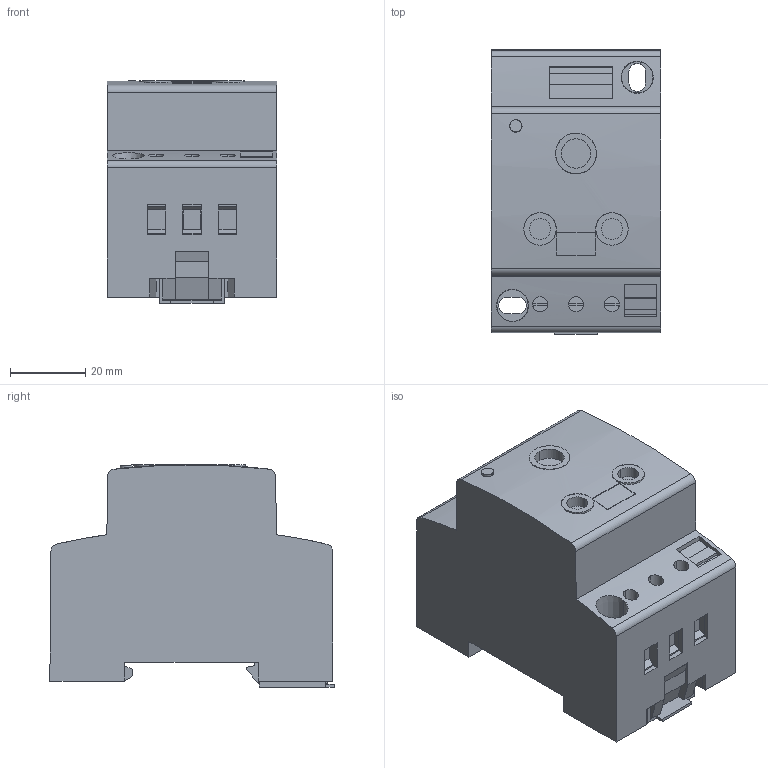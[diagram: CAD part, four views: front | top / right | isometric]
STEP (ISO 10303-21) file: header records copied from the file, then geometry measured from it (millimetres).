
FILE_DESCRIPTION(('Creo Elements/Direct Modeling STEP Export'),'2;1');
FILE_NAME('model.stp','2020-09-04T 0:30:31',(''),(''),'Creo Elements/Direct Modeling STEP processor for AP214 (Solid Model)','Creo Elements/Direct Modeling 20.1A 29-Sep-2018 (C) Parametric Technology GmbH','');
FILE_SCHEMA(('AUTOMOTIVE_DESIGN { 1 0 10303 214 1 1 1 1 }'));
Length unit declared in the file: millimetre
Products named in the file (2): 0804004_EO_D_UT_LED_GN-select
Assembly tree (1 placements, depth 2):
  0804004_EO_D_UT_LED_GN-select
    0804004_EO_D_UT_LED_GN-select
Bounding box: 45 x 75.48 x 59.15 mm (x, y, z)
Volume: 154368.3 mm3; surface area: 22247.1 mm2
Topology: 2 solids, 3 shells, 192 faces, 512 edges, 340 vertices
Faces by surface type: plane 153, cylinder 33, cone 4, extrusion 2
Entity records: 9603 total; most frequent: CARTESIAN_POINT 4507, ORIENTED_EDGE 1030, DIRECTION 858, EDGE_CURVE 512, VECTOR 400, LINE 398, VERTEX_POINT 340, AXIS2_PLACEMENT_3D 229
